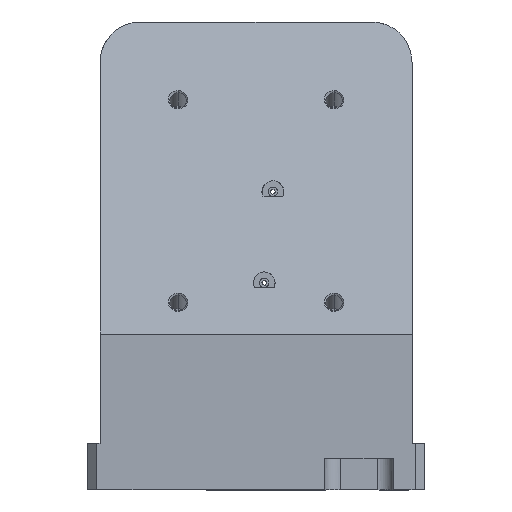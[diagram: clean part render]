
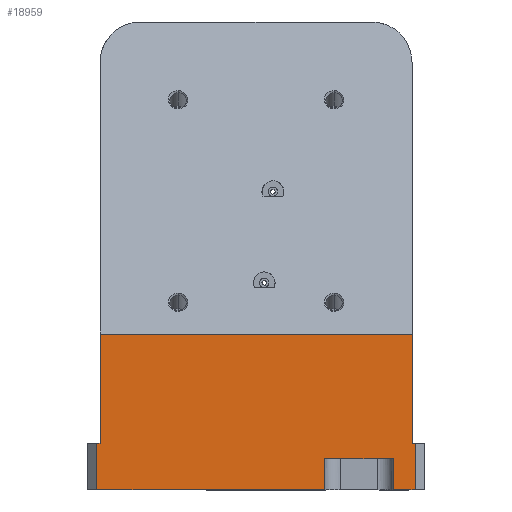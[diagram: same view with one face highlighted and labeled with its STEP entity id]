
A CAD part, left-side view. The second image highlights one B-rep face of the part: STEP entity #18959.
In plain terms, the highlighted free-form (B-spline) face has degree [1, 1] with [2, 2] control points.
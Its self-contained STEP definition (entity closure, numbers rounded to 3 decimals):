
#536 = VERTEX_POINT('',#537);
#537 = CARTESIAN_POINT('',(-564.565,15.243,
    -39.52));
#542 = EDGE_CURVE('',#536,#543,#545,.T.);
#543 = VERTEX_POINT('',#544);
#544 = CARTESIAN_POINT('',(-564.565,15.243,0.));
#545 = B_SPLINE_CURVE_WITH_KNOTS('',1,(#546,#547),.UNSPECIFIED.,.F.,.F.,
  (2,2),(-17.5,17.5),.PIECEWISE_BEZIER_KNOTS.);
#546 = CARTESIAN_POINT('',(-564.565,15.243,
    -39.52));
#547 = CARTESIAN_POINT('',(-564.565,15.243,0.));
#635 = VERTEX_POINT('',#636);
#636 = CARTESIAN_POINT('',(-564.565,16.372,
    -39.52));
#641 = EDGE_CURVE('',#635,#536,#642,.T.);
#642 = B_SPLINE_CURVE_WITH_KNOTS('',1,(#643,#644),.UNSPECIFIED.,.F.,.F.,
  (2,2),(-0.5,0.5),.PIECEWISE_BEZIER_KNOTS.);
#643 = CARTESIAN_POINT('',(-564.565,16.372,
    -39.52));
#644 = CARTESIAN_POINT('',(-564.565,15.243,
    -39.52));
#655 = EDGE_CURVE('',#656,#658,#660,.T.);
#656 = VERTEX_POINT('',#657);
#657 = CARTESIAN_POINT('',(-564.565,-97.67,
    -39.52));
#658 = VERTEX_POINT('',#659);
#659 = CARTESIAN_POINT('',(-564.565,-98.799,
    -39.52));
#660 = B_SPLINE_CURVE_WITH_KNOTS('',1,(#661,#662),.UNSPECIFIED.,.F.,.F.,
  (2,2),(-0.5,0.5),.PIECEWISE_BEZIER_KNOTS.);
#661 = CARTESIAN_POINT('',(-564.565,-97.67,
    -39.52));
#662 = CARTESIAN_POINT('',(-564.565,-98.799,
    -39.52));
#8306 = EDGE_CURVE('',#8307,#8309,#8311,.T.);
#8307 = VERTEX_POINT('',#8308);
#8308 = CARTESIAN_POINT('',(-564.565,-90.895,
    -45.165));
#8309 = VERTEX_POINT('',#8310);
#8310 = CARTESIAN_POINT('',(-564.565,-90.895,
    -56.456));
#8311 = B_SPLINE_CURVE_WITH_KNOTS('',1,(#8312,#8313),.UNSPECIFIED.,.F.,
  .F.,(2,2),(-5.,5.),.PIECEWISE_BEZIER_KNOTS.);
#8312 = CARTESIAN_POINT('',(-564.565,-90.895,
    -45.165));
#8313 = CARTESIAN_POINT('',(-564.565,-90.895,
    -56.456));
#15064 = EDGE_CURVE('',#8307,#15065,#15067,.T.);
#15065 = VERTEX_POINT('',#15066);
#15066 = CARTESIAN_POINT('',(-564.565,-66.054,
    -45.165));
#15067 = B_SPLINE_CURVE_WITH_KNOTS('',1,(#15068,#15069),.UNSPECIFIED.,
  .F.,.F.,(2,2),(-11.,11.),.PIECEWISE_BEZIER_KNOTS.);
#15068 = CARTESIAN_POINT('',(-564.565,-90.895,
    -45.165));
#15069 = CARTESIAN_POINT('',(-564.565,-66.054,
    -45.165));
#15108 = EDGE_CURVE('',#15065,#15109,#15111,.T.);
#15109 = VERTEX_POINT('',#15110);
#15110 = CARTESIAN_POINT('',(-564.565,-66.054,
    -56.456));
#15111 = B_SPLINE_CURVE_WITH_KNOTS('',1,(#15112,#15113),.UNSPECIFIED.,
  .F.,.F.,(2,2),(-5.,5.),.PIECEWISE_BEZIER_KNOTS.);
#15112 = CARTESIAN_POINT('',(-564.565,-66.054,
    -45.165));
#15113 = CARTESIAN_POINT('',(-564.565,-66.054,
    -56.456));
#18836 = EDGE_CURVE('',#18837,#658,#18839,.T.);
#18837 = VERTEX_POINT('',#18838);
#18838 = CARTESIAN_POINT('',(-564.565,-98.799,
    -56.456));
#18839 = B_SPLINE_CURVE_WITH_KNOTS('',1,(#18840,#18841),.UNSPECIFIED.,
  .F.,.F.,(2,2),(-7.5,7.5),.PIECEWISE_BEZIER_KNOTS.);
#18840 = CARTESIAN_POINT('',(-564.565,-98.799,
    -56.456));
#18841 = CARTESIAN_POINT('',(-564.565,-98.799,
    -39.52));
#18886 = VERTEX_POINT('',#18887);
#18887 = CARTESIAN_POINT('',(-564.565,16.372,
    -56.456));
#18892 = EDGE_CURVE('',#635,#18886,#18893,.T.);
#18893 = B_SPLINE_CURVE_WITH_KNOTS('',1,(#18894,#18895),.UNSPECIFIED.,
  .F.,.F.,(2,2),(-7.5,7.5),.PIECEWISE_BEZIER_KNOTS.);
#18894 = CARTESIAN_POINT('',(-564.565,16.372,
    -39.52));
#18895 = CARTESIAN_POINT('',(-564.565,16.372,
    -56.456));
#18943 = EDGE_CURVE('',#18944,#543,#18946,.T.);
#18944 = VERTEX_POINT('',#18945);
#18945 = CARTESIAN_POINT('',(-564.565,-97.67,0.));
#18946 = B_SPLINE_CURVE_WITH_KNOTS('',1,(#18947,#18948),.UNSPECIFIED.,
  .F.,.F.,(2,2),(-50.,50.),.PIECEWISE_BEZIER_KNOTS.);
#18947 = CARTESIAN_POINT('',(-564.565,-97.67,0.));
#18948 = CARTESIAN_POINT('',(-564.565,15.243,0.));
#18959 = ADVANCED_FACE('',(#18960),#18986,.F.);
#18960 = FACE_BOUND('',#18961,.T.);
#18961 = EDGE_LOOP('',(#18962,#18967,#18968,#18969,#18974,#18975,#18976,
    #18977,#18978,#18983,#18984,#18985));
#18962 = ORIENTED_EDGE('',*,*,#18963,.F.);
#18963 = EDGE_CURVE('',#18837,#8309,#18964,.T.);
#18964 = B_SPLINE_CURVE_WITH_KNOTS('',1,(#18965,#18966),.UNSPECIFIED.,
  .F.,.F.,(2,2),(-3.5,3.5),.PIECEWISE_BEZIER_KNOTS.);
#18965 = CARTESIAN_POINT('',(-564.565,-98.799,
    -56.456));
#18966 = CARTESIAN_POINT('',(-564.565,-90.895,
    -56.456));
#18967 = ORIENTED_EDGE('',*,*,#18836,.T.);
#18968 = ORIENTED_EDGE('',*,*,#655,.F.);
#18969 = ORIENTED_EDGE('',*,*,#18970,.F.);
#18970 = EDGE_CURVE('',#18944,#656,#18971,.T.);
#18971 = B_SPLINE_CURVE_WITH_KNOTS('',1,(#18972,#18973),.UNSPECIFIED.,
  .F.,.F.,(2,2),(-17.5,17.5),.PIECEWISE_BEZIER_KNOTS.);
#18972 = CARTESIAN_POINT('',(-564.565,-97.67,0.));
#18973 = CARTESIAN_POINT('',(-564.565,-97.67,
    -39.52));
#18974 = ORIENTED_EDGE('',*,*,#18943,.T.);
#18975 = ORIENTED_EDGE('',*,*,#542,.F.);
#18976 = ORIENTED_EDGE('',*,*,#641,.F.);
#18977 = ORIENTED_EDGE('',*,*,#18892,.T.);
#18978 = ORIENTED_EDGE('',*,*,#18979,.F.);
#18979 = EDGE_CURVE('',#15109,#18886,#18980,.T.);
#18980 = B_SPLINE_CURVE_WITH_KNOTS('',1,(#18981,#18982),.UNSPECIFIED.,
  .F.,.F.,(2,2),(-36.5,36.5),.PIECEWISE_BEZIER_KNOTS.);
#18981 = CARTESIAN_POINT('',(-564.565,-66.054,
    -56.456));
#18982 = CARTESIAN_POINT('',(-564.565,16.372,
    -56.456));
#18983 = ORIENTED_EDGE('',*,*,#15108,.F.);
#18984 = ORIENTED_EDGE('',*,*,#15064,.F.);
#18985 = ORIENTED_EDGE('',*,*,#8306,.T.);
#18986 = B_SPLINE_SURFACE_WITH_KNOTS('',1,1,(
    (#18987,#18988)
    ,(#18989,#18990
    )),.UNSPECIFIED.,.F.,.F.,.F.,(2,2),(2,2),(19.,121.),(100.,150.),
  .PIECEWISE_BEZIER_KNOTS.);
#18987 = CARTESIAN_POINT('',(-564.565,16.372,0.));
#18988 = CARTESIAN_POINT('',(-564.565,16.372,
    -56.456));
#18989 = CARTESIAN_POINT('',(-564.565,-98.799,0.));
#18990 = CARTESIAN_POINT('',(-564.565,-98.799,
    -56.456));
